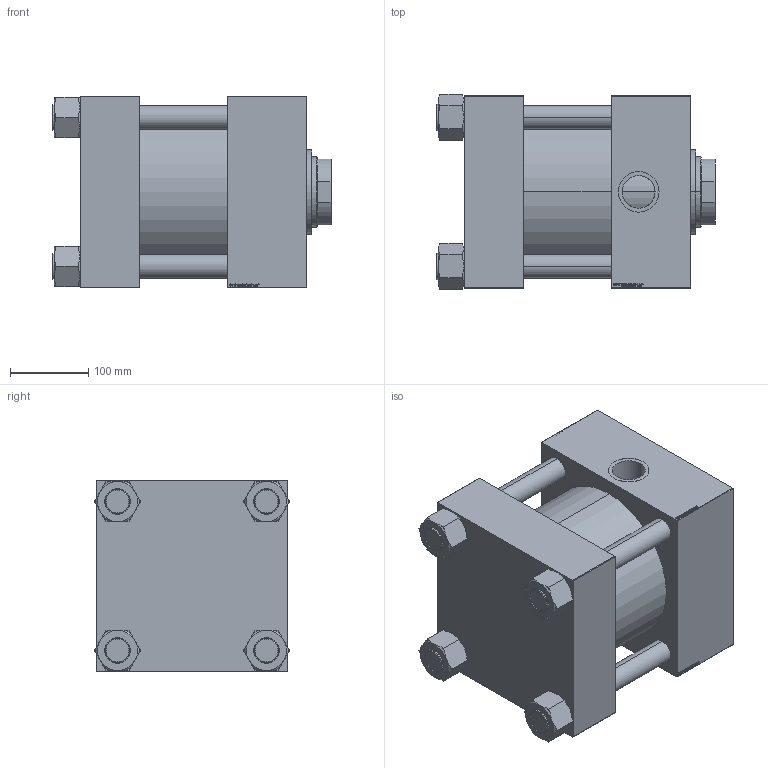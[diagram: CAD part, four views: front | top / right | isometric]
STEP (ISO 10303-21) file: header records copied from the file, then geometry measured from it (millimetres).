
FILE_DESCRIPTION (( 'STEP AP203' ), '1' );
FILE_NAME ('9f99.STEP', '2022-04-16T23:37:03', ( '' ), ( '' ), 'SwSTEP 2.0', 'SolidWorks 2019', '' );
FILE_SCHEMA (( 'CONFIG_CONTROL_DESIGN' ));
Length unit declared in the file: millimetre
Products named in the file (6): V215CD_Body_C ad6d0af6a7e66948a7fa4a9b5a37fc0e; V215CD_C_TYCINKA ad6d0af6a7e66948a7fa4a9b5a37fc0e; V215CD_VC_C ad6d0af6a7e66948a7fa4a9b5a37fc0e; V215CD_VCP_C ad6d0af6a7e66948a7fa4a9b5a37fc0e; 9f99; NUT_M5_V215CD_C ad6d0af6a7e66948a7fa4a9b5a37fc0e
Assembly tree (11 placements, depth 2):
  9f99
    V215CD_Body_C ad6d0af6a7e66948a7fa4a9b5a37fc0e
    V215CD_VC_C ad6d0af6a7e66948a7fa4a9b5a37fc0e
    V215CD_VCP_C ad6d0af6a7e66948a7fa4a9b5a37fc0e
    V215CD_C_TYCINKA ad6d0af6a7e66948a7fa4a9b5a37fc0e  x4
    NUT_M5_V215CD_C ad6d0af6a7e66948a7fa4a9b5a37fc0e  x4
Bounding box: 356 x 249.44 x 245 mm (x, y, z)
Volume: 13441753.9 mm3; surface area: 1039431.8 mm2
Topology: 11 solids, 11 shells, 1203 faces, 3045 edges, 1983 vertices
Faces by surface type: plane 576, bspline 392, cone 136, cylinder 91, torus 8
Entity records: 50899 total; most frequent: CARTESIAN_POINT 27270, ORIENTED_EDGE 5354, DIRECTION 3411, EDGE_CURVE 2677, VERTEX_POINT 1761, LINE 1619, VECTOR 1619, EDGE_LOOP 1178
